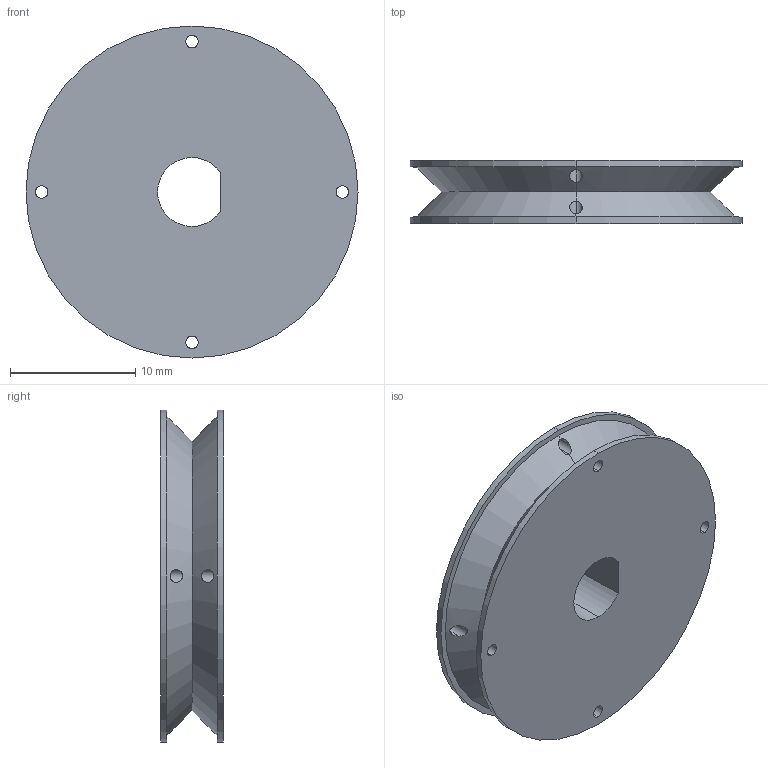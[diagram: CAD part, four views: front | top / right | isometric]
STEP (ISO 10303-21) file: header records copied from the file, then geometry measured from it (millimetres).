
FILE_DESCRIPTION (( 'STEP AP203' ), '1' );
FILE_NAME ('Base Pivot.STEP', '2019-01-08T18:04:33', ( '' ), ( '' ), 'SwSTEP 2.0', 'SolidWorks 2017', '' );
FILE_SCHEMA (( 'CONFIG_CONTROL_DESIGN' ));
Length unit declared in the file: millimetre
Products named in the file (1): Base Pivot
Bounding box: 26.5 x 5 x 26.5 mm (x, y, z)
Volume: 2169.4 mm3; surface area: 1741.8 mm2
Topology: 1 solids, 1 shells, 32 faces, 86 edges, 54 vertices
Faces by surface type: cylinder 23, plane 5, cone 4
Entity records: 1307 total; most frequent: CARTESIAN_POINT 393, ORIENTED_EDGE 172, DIRECTION 172, EDGE_CURVE 86, AXIS2_PLACEMENT_3D 69, VERTEX_POINT 54, EDGE_LOOP 48, CIRCLE 36
